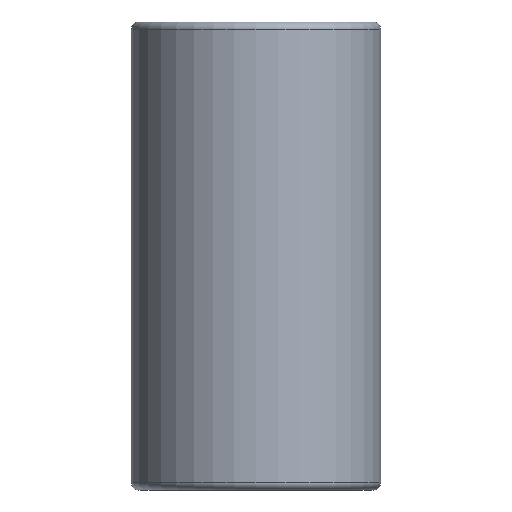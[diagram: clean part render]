
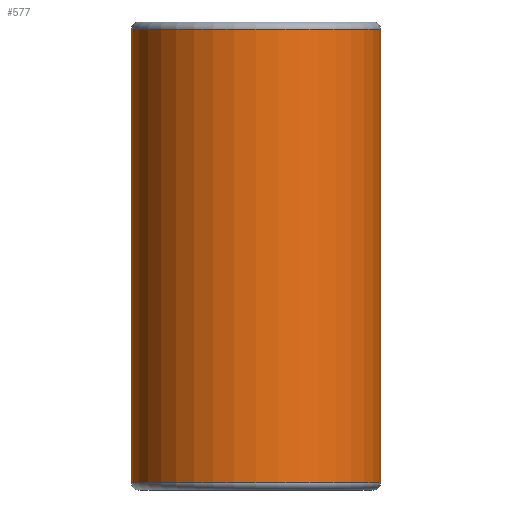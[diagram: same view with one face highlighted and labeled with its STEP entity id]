
A CAD part, front view. The second image highlights one B-rep face of the part: STEP entity #577.
In plain terms, the highlighted cylindrical face has radius 27.051 mm (diameter 54.102 mm), a partial arc.
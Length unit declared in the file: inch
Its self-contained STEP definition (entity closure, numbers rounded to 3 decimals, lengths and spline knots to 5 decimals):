
#503=CARTESIAN_POINT('',(-1.065,0.,3.9375));
#504=VERTEX_POINT('',#503);
#521=CARTESIAN_POINT('',(1.065,0.0,3.9375));
#522=VERTEX_POINT('',#521);
#540=CARTESIAN_POINT('',(0.0,0.0,0.0));
#541=DIRECTION('',(0.0,0.0,1.0));
#542=DIRECTION('',(-1.0,0.0,0.0));
#543=AXIS2_PLACEMENT_3D('',#540,#541,#542);
#544=CYLINDRICAL_SURFACE('',#543,1.065);
#545=CARTESIAN_POINT('',(-1.065,0.,0.0625));
#546=VERTEX_POINT('',#545);
#547=CARTESIAN_POINT('',(-1.065,0.,0.0625));
#548=DIRECTION('',(0.0,0.0,1.0));
#549=VECTOR('',#548,3.875);
#550=LINE('',#547,#549);
#551=EDGE_CURVE('',#546,#504,#550,.T.);
#552=ORIENTED_EDGE('',*,*,#551,.F.);
#553=CARTESIAN_POINT('',(1.065,0.0,0.0625));
#554=VERTEX_POINT('',#553);
#555=CARTESIAN_POINT('',(0.0,0.0,0.0625));
#556=DIRECTION('',(0.0,0.0,-1.0));
#557=DIRECTION('',(-1.0,0.0,0.0));
#558=AXIS2_PLACEMENT_3D('',#555,#556,#557);
#559=CIRCLE('',#558,1.065);
#560=EDGE_CURVE('',#554,#546,#559,.T.);
#561=ORIENTED_EDGE('',*,*,#560,.F.);
#562=CARTESIAN_POINT('',(1.065,0.0,3.9375));
#563=DIRECTION('',(0.0,0.0,-1.0));
#564=VECTOR('',#563,3.875);
#565=LINE('',#562,#564);
#566=EDGE_CURVE('',#522,#554,#565,.T.);
#567=ORIENTED_EDGE('',*,*,#566,.F.);
#568=CARTESIAN_POINT('',(0.0,0.0,3.9375));
#569=DIRECTION('',(0.0,0.0,1.0));
#570=DIRECTION('',(-1.0,0.0,0.0));
#571=AXIS2_PLACEMENT_3D('',#568,#569,#570);
#572=CIRCLE('',#571,1.065);
#573=EDGE_CURVE('',#504,#522,#572,.T.);
#574=ORIENTED_EDGE('',*,*,#573,.F.);
#575=EDGE_LOOP('',(#552,#561,#567,#574));
#576=FACE_OUTER_BOUND('',#575,.T.);
#577=ADVANCED_FACE('',(#576),#544,.T.);
